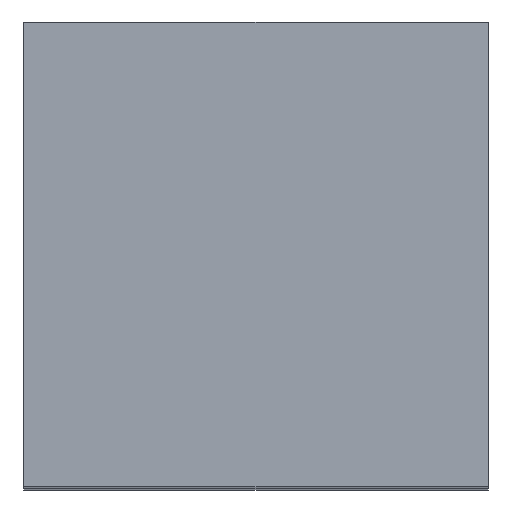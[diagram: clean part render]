
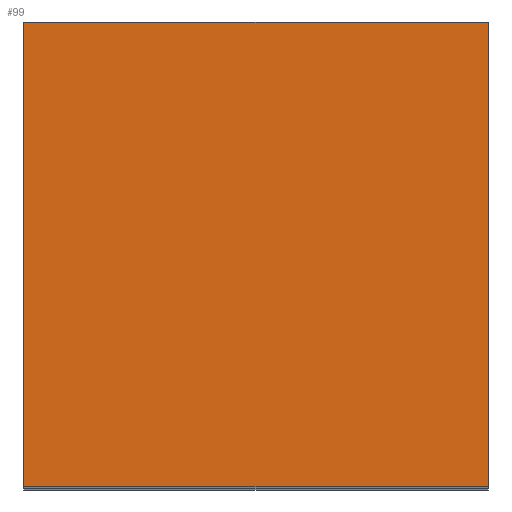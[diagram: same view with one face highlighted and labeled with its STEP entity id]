
A CAD part, top view. The second image highlights one B-rep face of the part: STEP entity #99.
In plain terms, the highlighted planar face has unit normal (0, 0, 1).
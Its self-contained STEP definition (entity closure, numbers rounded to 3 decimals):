
#99 = ADVANCED_FACE( '', ( #228 ), #229, .T. );
#107 = VERTEX_POINT( '', #238 );
#119 = EDGE_CURVE( '', #107, #123, #251, .T. );
#123 = VERTEX_POINT( '', #255 );
#139 = EDGE_CURVE( '', #167, #193, #272, .T. );
#153 = EDGE_CURVE( '', #193, #107, #287, .T. );
#161 = EDGE_CURVE( '', #123, #167, #296, .T. );
#167 = VERTEX_POINT( '', #303 );
#193 = VERTEX_POINT( '', #332 );
#228 = FACE_OUTER_BOUND( '', #365, .T. );
#229 = PLANE( '', #366 );
#238 = CARTESIAN_POINT( '', ( 0.6, 0.6, 1.1 ) );
#251 = LINE( '', #392, #393 );
#255 = CARTESIAN_POINT( '', ( 0., 0.6, 1.1 ) );
#272 = LINE( '', #423, #424 );
#287 = LINE( '', #443, #444 );
#296 = LINE( '', #458, #459 );
#303 = CARTESIAN_POINT( '', ( 0., 0., 1.1 ) );
#332 = CARTESIAN_POINT( '', ( 0.6, 0., 1.1 ) );
#365 = EDGE_LOOP( '', ( #531, #532, #533, #534 ) );
#366 = AXIS2_PLACEMENT_3D( '', #535, #536, #537 );
#392 = CARTESIAN_POINT( '', ( 0.3, 0.6, 1.1 ) );
#393 = VECTOR( '', #557, 1. );
#423 = CARTESIAN_POINT( '', ( 0.3, 0., 1.1 ) );
#424 = VECTOR( '', #570, 1. );
#443 = CARTESIAN_POINT( '', ( 0.6, 0.3, 1.1 ) );
#444 = VECTOR( '', #582, 1. );
#458 = CARTESIAN_POINT( '', ( 0., 0.3, 1.1 ) );
#459 = VECTOR( '', #593, 1. );
#531 = ORIENTED_EDGE( '', *, *, #153, .T. );
#532 = ORIENTED_EDGE( '', *, *, #119, .T. );
#533 = ORIENTED_EDGE( '', *, *, #161, .T. );
#534 = ORIENTED_EDGE( '', *, *, #139, .T. );
#535 = CARTESIAN_POINT( '', ( 0.3, 0.3, 1.1 ) );
#536 = DIRECTION( '', ( 0., 0., 1. ) );
#537 = DIRECTION( '', ( 1., 0., 0. ) );
#557 = DIRECTION( '', ( -1., 0., 0. ) );
#570 = DIRECTION( '', ( 1., 0., 0. ) );
#582 = DIRECTION( '', ( 0., 1., 0. ) );
#593 = DIRECTION( '', ( 0., -1., 0. ) );
